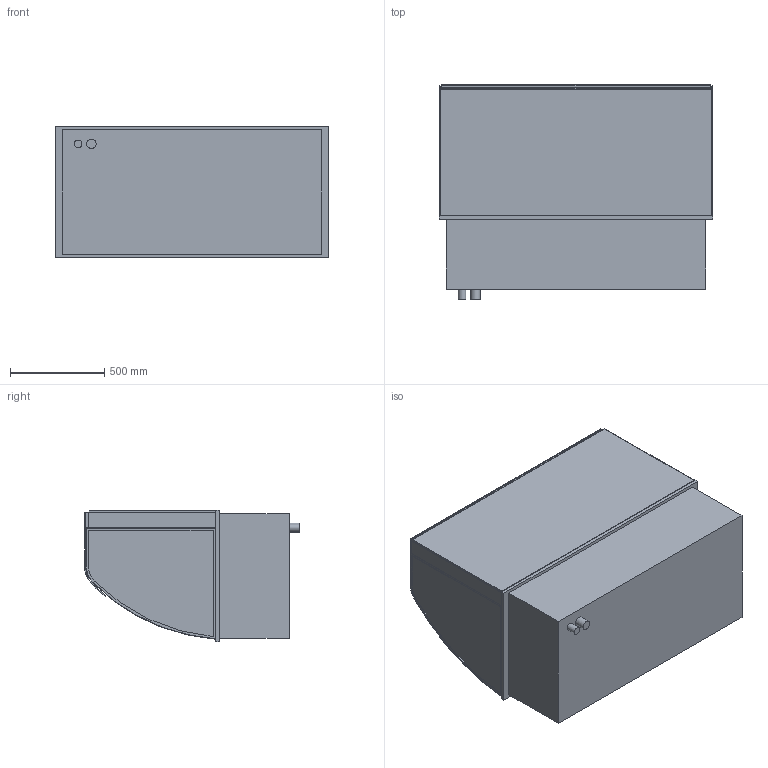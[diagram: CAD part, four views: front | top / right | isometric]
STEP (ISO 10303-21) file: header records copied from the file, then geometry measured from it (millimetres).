
FILE_DESCRIPTION(/* description */ ('Einbaukühlvitrine: zentralgekühlt'),/* implementation_level */ '2;1');
FILE_NAME(/* name */ '3D-AKE-00007122.stp',/* time_stamp */ '2025-01-29T11:56:33+01:00',/* author */ ('marina.schachner'),/* organization */ (''),/* preprocessor_version */ 'ST-DEVELOPER v20',/* originating_system */ 'Autodesk Inventor 2024',/* authorisation */ '');
FILE_SCHEMA (('AUTOMOTIVE_DESIGN { 1 0 10303 214 3 1 1 }'));
Length unit declared in the file: millimetre
Products named in the file (1): 3D-AKE-00007122
Bounding box: 1450 x 1140 x 695 mm (x, y, z)
Volume: 180561967.3 mm3; surface area: 22138506.7 mm2
Topology: 37 solids, 37 shells, 417 faces, 1002 edges, 668 vertices
Faces by surface type: plane 357, cylinder 60
Full cylindrical faces by diameter (mm): 40 x1, 50 x1
Entity records: 12004 total; most frequent: CARTESIAN_POINT 2088, ORIENTED_EDGE 2004, DIRECTION 1958, EDGE_CURVE 1002, LINE 882, VECTOR 882, VERTEX_POINT 668, AXIS2_PLACEMENT_3D 538
